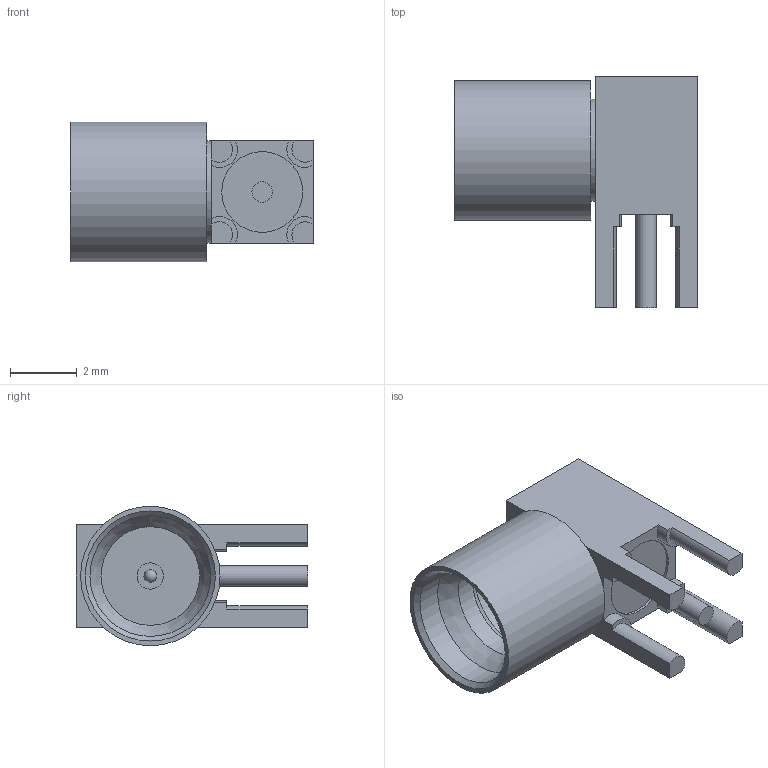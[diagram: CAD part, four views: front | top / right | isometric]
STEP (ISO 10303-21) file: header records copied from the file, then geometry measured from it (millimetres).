
FILE_DESCRIPTION (( 'STEP AP203' ), '1' );
FILE_NAME ('SC5333_3D.step', '2020-09-16T18:19:53', ( '' ), ( '' ), 'SwSTEP 2.0', 'SolidWorks 2018', '' );
FILE_SCHEMA (( 'CONFIG_CONTROL_DESIGN' ));
Length unit declared in the file: inch
Products named in the file (1): SC5333_3D
Bounding box: 7.24 x 6.91 x 4.17 mm (x, y, z)
Volume: 75.4 mm3; surface area: 198 mm2
Topology: 1 solids, 1 shells, 42 faces, 99 edges, 63 vertices
Faces by surface type: plane 21, cylinder 17, cone 3, sphere 1
Full cylindrical faces by diameter (mm): 0.381 x1, 0.61 x1, 0.786 x1, 2.413 x1, 2.946 x1, 3.048 x1, 3.175 x1, 3.607 x1, 4.166 x1
Entity records: 1189 total; most frequent: DIRECTION 204, CARTESIAN_POINT 185, ORIENTED_EDGE 164, EDGE_CURVE 82, AXIS2_PLACEMENT_3D 79, VERTEX_POINT 60, EDGE_LOOP 60, FACE_OUTER_BOUND 51
